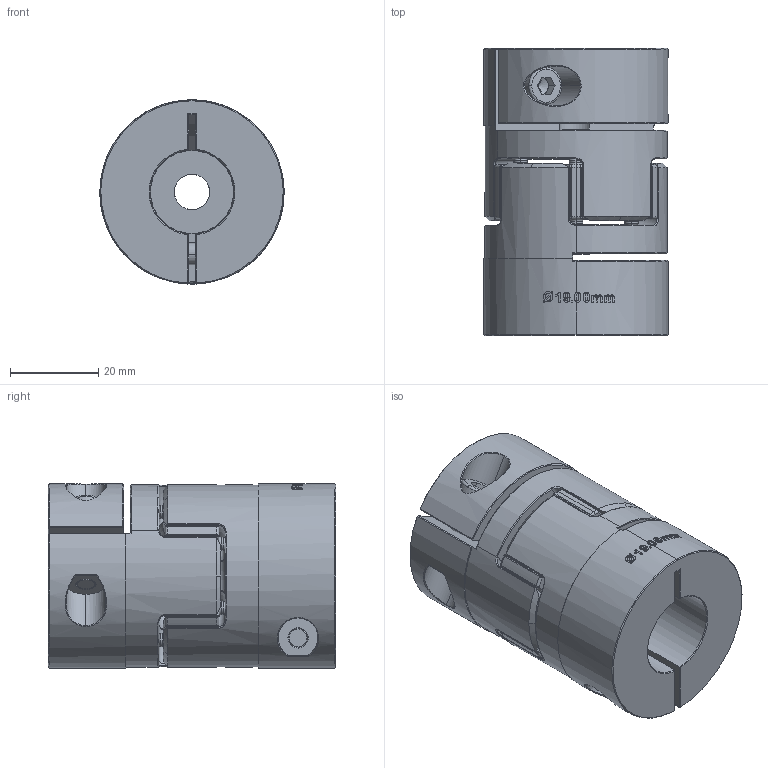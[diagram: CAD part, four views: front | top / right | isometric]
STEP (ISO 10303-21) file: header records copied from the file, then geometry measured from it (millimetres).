
FILE_DESCRIPTION(('HOOPS Exchange Step'),'2;1');
FILE_NAME('export-EDBFDC81-3823-4E3B-9D9F-FE9AF8132498.stp','2026-01-09T17:03:19+01:00',('Engineering'),('Alibre'),'HOOPS Exchange 2025.2','Alibre','Unknown authorisation');
FILE_SCHEMA( ('AP242_MANAGED_MODEL_BASED_3D_ENGINEERING_MIM_LF {1 0 10303 442 1 1 4}') );
Length unit declared in the file: millimetre
Products named in the file (5): 1787 Spider DCNC-D40-L65 (A-red) 98Sh A (High Damping); 1788 HUB Shaftcoupler DCNC-D40-L65-B8.00mm; 1792 HUB Shaftcoupler DCNC-D40-L65-B19.00mm; 5293 DIN 912 metric bolts M5x16; HUB ShaftCoupler DCNC-D40-L65 Assembly example
Assembly tree (5 placements, depth 2):
  HUB ShaftCoupler DCNC-D40-L65 Assembly example
    1787 Spider DCNC-D40-L65 (A-red) 98Sh A (High Damping)
    1788 HUB Shaftcoupler DCNC-D40-L65-B8.00mm
    1792 HUB Shaftcoupler DCNC-D40-L65-B19.00mm
    5293 DIN 912 metric bolts M5x16  x2
Bounding box: 41.7 x 65 x 41.7 mm (x, y, z)
Volume: 68820.9 mm3; surface area: 25692.2 mm2
Topology: 5 solids, 5 shells, 940 faces, 2427 edges, 1501 vertices
Faces by surface type: bspline 265, cylinder 237, plane 176, torus 152, cone 86, sphere 24
Entity records: 54177 total; most frequent: CARTESIAN_POINT 34076, ORIENTED_EDGE 4670, DIRECTION 3368, EDGE_CURVE 2335, VERTEX_POINT 1469, AXIS2_PLACEMENT_3D 1428, B_SPLINE_CURVE_WITH_KNOTS 1054, EDGE_LOOP 974
